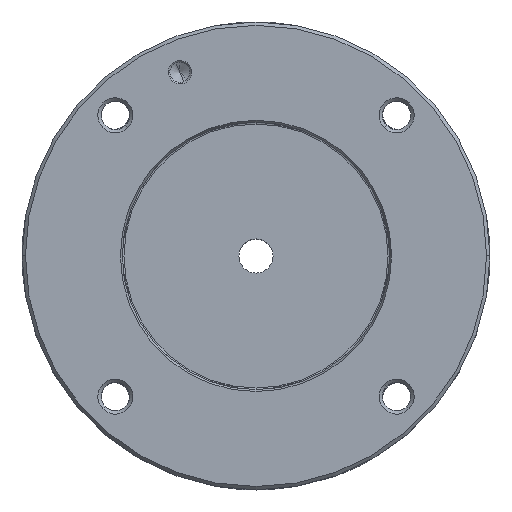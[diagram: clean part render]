
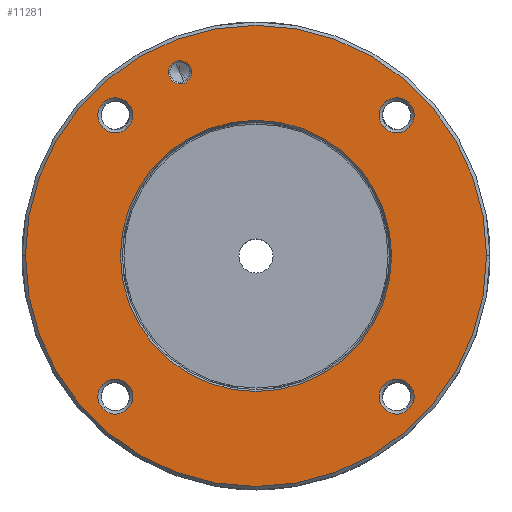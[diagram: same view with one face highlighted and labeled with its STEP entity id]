
A CAD part, top view. The second image highlights one B-rep face of the part: STEP entity #11281.
In plain terms, the highlighted planar face has unit normal (0, 0, 1).
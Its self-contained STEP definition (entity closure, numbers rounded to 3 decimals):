
#6959=CARTESIAN_POINT('',(0.,0.,
75.));
#6960=DIRECTION('',(0.,0.,1.));
#6961=DIRECTION('',(-1.,0.,0.));
#6962=AXIS2_PLACEMENT_3D('',#6959,#6960,#6961);
#6967=CARTESIAN_POINT('',(0.,0.,
75.));
#6968=DIRECTION('',(0.,0.,1.));
#6969=DIRECTION('',(1.,0.,0.));
#6970=AXIS2_PLACEMENT_3D('',#6967,#6968,#6969);
#6975=CARTESIAN_POINT('',(-22.77,54.971,75.));
#6976=DIRECTION('',(0.,0.,-1.));
#6977=DIRECTION('',(0.383,-0.924,0.));
#6978=AXIS2_PLACEMENT_3D('',#6975,#6976,#6977);
#6983=CARTESIAN_POINT('',(-22.77,54.971,75.));
#6984=DIRECTION('',(0.,0.,-1.));
#6985=DIRECTION('',(-0.383,0.924,0.));
#6986=AXIS2_PLACEMENT_3D('',#6983,#6984,#6985);
#6991=CARTESIAN_POINT('',(-42.073,-42.073,75.));
#6992=DIRECTION('',(0.,0.,-1.));
#6993=DIRECTION('',(-0.707,-0.707,0.));
#6994=AXIS2_PLACEMENT_3D('',#6991,#6992,#6993);
#6999=CARTESIAN_POINT('',(-42.073,-42.073,75.));
#7000=DIRECTION('',(0.,0.,-1.));
#7001=DIRECTION('',(0.707,0.707,0.));
#7002=AXIS2_PLACEMENT_3D('',#6999,#7000,#7001);
#7007=CARTESIAN_POINT('',(-42.073,42.073,75.));
#7008=DIRECTION('',(0.,0.,-1.));
#7009=DIRECTION('',(-0.707,0.707,0.));
#7010=AXIS2_PLACEMENT_3D('',#7007,#7008,#7009);
#7015=CARTESIAN_POINT('',(-42.073,42.073,75.));
#7016=DIRECTION('',(0.,0.,-1.));
#7017=DIRECTION('',(0.707,-0.707,0.));
#7018=AXIS2_PLACEMENT_3D('',#7015,#7016,#7017);
#7023=CARTESIAN_POINT('',(42.073,42.073,75.));
#7024=DIRECTION('',(0.,0.,-1.));
#7025=DIRECTION('',(0.707,0.707,0.));
#7026=AXIS2_PLACEMENT_3D('',#7023,#7024,#7025);
#7031=CARTESIAN_POINT('',(42.073,42.073,75.));
#7032=DIRECTION('',(0.,0.,-1.));
#7033=DIRECTION('',(-0.707,-0.707,0.));
#7034=AXIS2_PLACEMENT_3D('',#7031,#7032,#7033);
#7039=CARTESIAN_POINT('',(42.073,-42.073,75.));
#7040=DIRECTION('',(0.,0.,-1.));
#7041=DIRECTION('',(0.707,-0.707,0.));
#7042=AXIS2_PLACEMENT_3D('',#7039,#7040,#7041);
#7047=CARTESIAN_POINT('',(42.073,-42.073,75.));
#7048=DIRECTION('',(0.,0.,-1.));
#7049=DIRECTION('',(-0.707,0.707,0.));
#7050=AXIS2_PLACEMENT_3D('',#7047,#7048,#7049);
#7069=CARTESIAN_POINT('',(0.,0.,75.));
#7070=DIRECTION('',(0.,0.,-1.));
#7071=DIRECTION('',(0.,-1.,0.));
#7072=AXIS2_PLACEMENT_3D('',#7069,#7070,#7071);
#7085=CARTESIAN_POINT('',(0.,0.,75.));
#7086=DIRECTION('',(0.,0.,-1.));
#7087=DIRECTION('',(0.,1.,0.));
#7088=AXIS2_PLACEMENT_3D('',#7085,#7086,#7087);
#7558=CARTESIAN_POINT('',(-69.,0.,75.));
#7559=CARTESIAN_POINT('',(69.,0.,75.));
#7560=VERTEX_POINT('',#7558);
#7561=VERTEX_POINT('',#7559);
#7596=CARTESIAN_POINT('',(-21.43,51.737,75.));
#7597=VERTEX_POINT('',#7596);
#7598=CARTESIAN_POINT('',(-24.109,58.204,75.));
#7599=VERTEX_POINT('',#7598);
#7608=CARTESIAN_POINT('',(-45.785,-45.785,75.));
#7610=VERTEX_POINT('',#7608);
#7612=CARTESIAN_POINT('',(-38.361,-38.361,75.));
#7613=VERTEX_POINT('',#7612);
#7620=CARTESIAN_POINT('',(-45.785,45.785,75.));
#7621=VERTEX_POINT('',#7620);
#7622=CARTESIAN_POINT('',(-38.361,38.361,75.));
#7623=VERTEX_POINT('',#7622);
#7630=CARTESIAN_POINT('',(45.785,45.785,75.));
#7631=VERTEX_POINT('',#7630);
#7632=CARTESIAN_POINT('',(38.361,38.361,75.));
#7633=VERTEX_POINT('',#7632);
#7640=CARTESIAN_POINT('',(45.785,-45.785,75.));
#7641=VERTEX_POINT('',#7640);
#7642=CARTESIAN_POINT('',(38.361,-38.361,75.));
#7643=VERTEX_POINT('',#7642);
#7716=CARTESIAN_POINT('',(0.,-40.577,75.));
#7717=CARTESIAN_POINT('',(0.,40.577,75.));
#7718=VERTEX_POINT('',#7716);
#7719=VERTEX_POINT('',#7717);
#11236=CARTESIAN_POINT('',(0.,0.,75.));
#11237=DIRECTION('',(0.,0.,-1.));
#11238=DIRECTION('',(1.,0.,0.));
#11239=AXIS2_PLACEMENT_3D('',#11236,#11237,#11238);
#11240=PLANE('',#11239);
#11242=ORIENTED_EDGE('',*,*,#11241,.F.);
#11244=ORIENTED_EDGE('',*,*,#11243,.F.);
#11245=EDGE_LOOP('',(#11242,#11244));
#11246=FACE_OUTER_BOUND('',#11245,.F.);
#11248=ORIENTED_EDGE('',*,*,#11247,.F.);
#11250=ORIENTED_EDGE('',*,*,#11249,.F.);
#11251=EDGE_LOOP('',(#11248,#11250));
#11252=FACE_BOUND('',#11251,.F.);
#11254=ORIENTED_EDGE('',*,*,#11253,.F.);
#11256=ORIENTED_EDGE('',*,*,#11255,.F.);
#11257=EDGE_LOOP('',(#11254,#11256));
#11258=FACE_BOUND('',#11257,.F.);
#11259=ORIENTED_EDGE('',*,*,#11229,.F.);
#11260=ORIENTED_EDGE('',*,*,#11218,.F.);
#11261=EDGE_LOOP('',(#11259,#11260));
#11262=FACE_BOUND('',#11261,.F.);
#11264=ORIENTED_EDGE('',*,*,#11263,.F.);
#11266=ORIENTED_EDGE('',*,*,#11265,.F.);
#11267=EDGE_LOOP('',(#11264,#11266));
#11268=FACE_BOUND('',#11267,.F.);
#11270=ORIENTED_EDGE('',*,*,#11269,.F.);
#11272=ORIENTED_EDGE('',*,*,#11271,.F.);
#11273=EDGE_LOOP('',(#11270,#11272));
#11274=FACE_BOUND('',#11273,.F.);
#11276=ORIENTED_EDGE('',*,*,#11275,.F.);
#11278=ORIENTED_EDGE('',*,*,#11277,.F.);
#11279=EDGE_LOOP('',(#11276,#11278));
#11280=FACE_BOUND('',#11279,.F.);
#6963=CIRCLE('',#6962,69.);
#6971=CIRCLE('',#6970,69.);
#6979=CIRCLE('',#6978,3.5);
#6987=CIRCLE('',#6986,3.5);
#6995=CIRCLE('',#6994,5.25);
#7003=CIRCLE('',#7002,5.25);
#7011=CIRCLE('',#7010,5.25);
#7019=CIRCLE('',#7018,5.25);
#7027=CIRCLE('',#7026,5.25);
#7035=CIRCLE('',#7034,5.25);
#7043=CIRCLE('',#7042,5.25);
#7051=CIRCLE('',#7050,5.25);
#7073=CIRCLE('',#7072,40.577);
#7089=CIRCLE('',#7088,40.577);
#11218=EDGE_CURVE('',#7613,#7610,#7003,.T.);
#11229=EDGE_CURVE('',#7610,#7613,#6995,.T.);
#11241=EDGE_CURVE('',#7560,#7561,#6963,.T.);
#11243=EDGE_CURVE('',#7561,#7560,#6971,.T.);
#11247=EDGE_CURVE('',#7718,#7719,#7073,.T.);
#11249=EDGE_CURVE('',#7719,#7718,#7089,.T.);
#11253=EDGE_CURVE('',#7597,#7599,#6979,.T.);
#11255=EDGE_CURVE('',#7599,#7597,#6987,.T.);
#11263=EDGE_CURVE('',#7621,#7623,#7011,.T.);
#11265=EDGE_CURVE('',#7623,#7621,#7019,.T.);
#11269=EDGE_CURVE('',#7631,#7633,#7027,.T.);
#11271=EDGE_CURVE('',#7633,#7631,#7035,.T.);
#11275=EDGE_CURVE('',#7641,#7643,#7043,.T.);
#11277=EDGE_CURVE('',#7643,#7641,#7051,.T.);
#11281=ADVANCED_FACE('',(#11246,#11252,#11258,#11262,#11268,#11274,#11280),
#11240,.F.);
